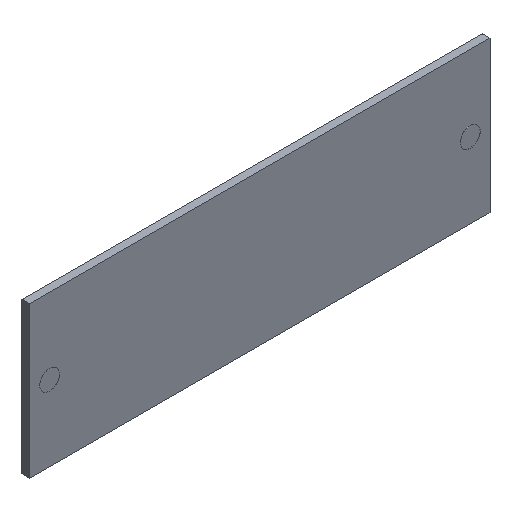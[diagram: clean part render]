
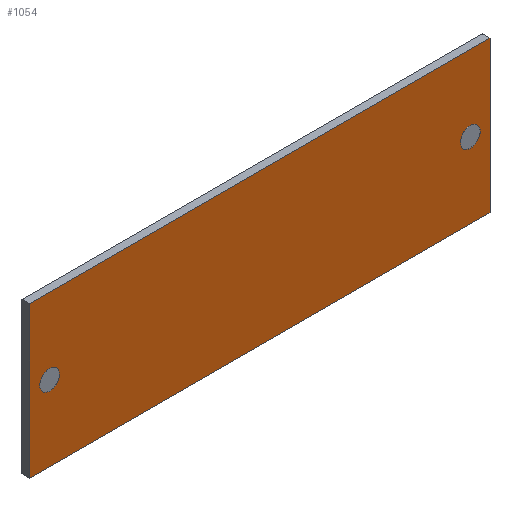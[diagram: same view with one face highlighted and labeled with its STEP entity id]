
A CAD part, isometric view. The second image highlights one B-rep face of the part: STEP entity #1054.
In plain terms, the highlighted planar face has unit normal (0, -1, 0).
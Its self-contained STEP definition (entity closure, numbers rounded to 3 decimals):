
#19=CIRCLE('',#1129,1.5);
#20=CIRCLE('',#1130,1.5);
#33=FACE_BOUND('',#161,.T.);
#34=FACE_BOUND('',#162,.T.);
#90=FACE_OUTER_BOUND('',#160,.T.);
#160=EDGE_LOOP('',(#925,#926,#927,#928));
#161=EDGE_LOOP('',(#929));
#162=EDGE_LOOP('',(#930));
#287=LINE('',#1655,#421);
#291=LINE('',#1663,#425);
#294=LINE('',#1669,#428);
#297=LINE('',#1674,#431);
#421=VECTOR('',#1361,10.);
#425=VECTOR('',#1367,10.);
#428=VECTOR('',#1372,10.);
#431=VECTOR('',#1377,10.);
#515=VERTEX_POINT('',#1653);
#516=VERTEX_POINT('',#1654);
#519=VERTEX_POINT('',#1662);
#521=VERTEX_POINT('',#1668);
#523=VERTEX_POINT('',#1678);
#524=VERTEX_POINT('',#1680);
#647=EDGE_CURVE('',#515,#516,#287,.T.);
#651=EDGE_CURVE('',#516,#519,#291,.T.);
#654=EDGE_CURVE('',#519,#521,#294,.T.);
#657=EDGE_CURVE('',#521,#515,#297,.T.);
#659=EDGE_CURVE('',#523,#523,#19,.T.);
#660=EDGE_CURVE('',#524,#524,#20,.T.);
#925=ORIENTED_EDGE('',*,*,#657,.T.);
#926=ORIENTED_EDGE('',*,*,#647,.T.);
#927=ORIENTED_EDGE('',*,*,#651,.T.);
#928=ORIENTED_EDGE('',*,*,#654,.T.);
#929=ORIENTED_EDGE('',*,*,#659,.T.);
#930=ORIENTED_EDGE('',*,*,#660,.T.);
#996=PLANE('',#1128);
#1054=ADVANCED_FACE('',(#90,#33,#34),#996,.F.);
#1128=AXIS2_PLACEMENT_3D('',#1677,#1381,#1382);
#1129=AXIS2_PLACEMENT_3D('',#1679,#1383,#1384);
#1130=AXIS2_PLACEMENT_3D('',#1681,#1385,#1386);
#1361=DIRECTION('',(0.,0.,-1.));
#1367=DIRECTION('',(1.,0.,0.));
#1372=DIRECTION('',(0.,0.,1.));
#1377=DIRECTION('',(-1.,0.,0.));
#1381=DIRECTION('center_axis',(0.,1.,0.));
#1382=DIRECTION('ref_axis',(1.,0.,0.));
#1383=DIRECTION('center_axis',(0.,1.,0.));
#1384=DIRECTION('ref_axis',(1.,0.,0.));
#1385=DIRECTION('center_axis',(0.,1.,0.));
#1386=DIRECTION('ref_axis',(1.,0.,0.));
#1653=CARTESIAN_POINT('',(-35.,0.,11.5));
#1654=CARTESIAN_POINT('',(-35.,0.,-11.5));
#1655=CARTESIAN_POINT('',(-35.,0.,11.5));
#1662=CARTESIAN_POINT('',(35.,0.,-11.5));
#1663=CARTESIAN_POINT('',(-35.,0.,-11.5));
#1668=CARTESIAN_POINT('',(35.,0.,11.5));
#1669=CARTESIAN_POINT('',(35.,0.,-11.5));
#1674=CARTESIAN_POINT('',(35.,0.,11.5));
#1677=CARTESIAN_POINT('Origin',(0.,0.,0.));
#1678=CARTESIAN_POINT('',(30.5,0.,0.009));
#1679=CARTESIAN_POINT('Origin',(32.,0.,0.009));
#1680=CARTESIAN_POINT('',(-33.5,0.,0.));
#1681=CARTESIAN_POINT('Origin',(-32.,0.,0.));
